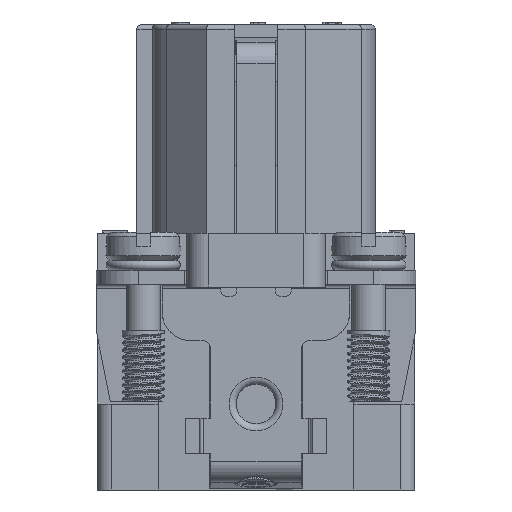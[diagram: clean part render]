
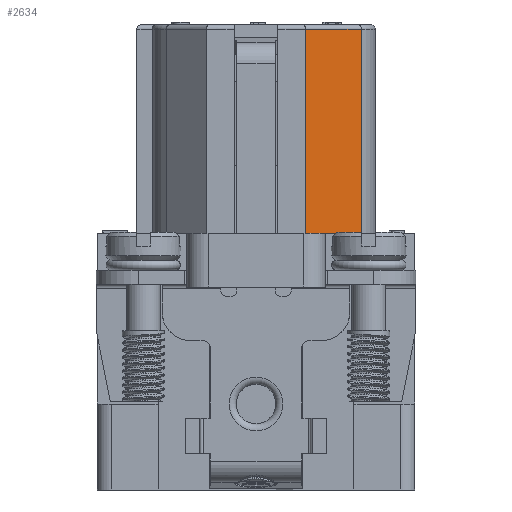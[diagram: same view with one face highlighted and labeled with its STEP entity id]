
A CAD part, left-side view. The second image highlights one B-rep face of the part: STEP entity #2634.
In plain terms, the highlighted planar face has unit normal (-0.696, -0.718, 0).
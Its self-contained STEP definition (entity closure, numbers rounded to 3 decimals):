
#1151=FACE_OUTER_BOUND('',#5243,.T.);
#2634=ADVANCED_FACE('',(#1151),#3475,.F.);
#3475=PLANE('',#22614);
#5243=EDGE_LOOP('',(#14098,#14099,#14100,#14101));
#6871=LINE('',#34639,#8942);
#7241=LINE('',#37235,#9340);
#7284=LINE('',#37478,#9388);
#7285=LINE('',#37479,#9389);
#8942=VECTOR('',#26377,1.);
#9340=VECTOR('',#27057,1.);
#9388=VECTOR('',#27203,1.);
#9389=VECTOR('',#27204,1.);
#14098=ORIENTED_EDGE('',*,*,#20124,.T.);
#14099=ORIENTED_EDGE('',*,*,#19611,.F.);
#14100=ORIENTED_EDGE('',*,*,#20125,.T.);
#14101=ORIENTED_EDGE('',*,*,#20057,.T.);
#17080=VERTEX_POINT('',#34640);
#17081=VERTEX_POINT('',#34641);
#17386=VERTEX_POINT('',#37232);
#17387=VERTEX_POINT('',#37236);
#19611=EDGE_CURVE('',#17080,#17081,#6871,.T.);
#20057=EDGE_CURVE('',#17387,#17386,#7241,.T.);
#20124=EDGE_CURVE('',#17386,#17081,#7284,.T.);
#20125=EDGE_CURVE('',#17080,#17387,#7285,.T.);
#22614=AXIS2_PLACEMENT_3D('',#37480,#27205,#27206);
#26377=DIRECTION('',(-0.718,0.696,0.));
#27057=DIRECTION('',(-0.718,0.696,0.));
#27203=DIRECTION('',(0.,0.,-1.));
#27204=DIRECTION('',(0.,0.,1.));
#27205=DIRECTION('',(0.696,0.718,0.));
#27206=DIRECTION('',(-0.718,0.696,0.));
#34639=CARTESIAN_POINT('',(4.423,-26.446,-14.8));
#34640=CARTESIAN_POINT('',(-15.163,-7.463,-14.8));
#34641=CARTESIAN_POINT('',(-19.25,-3.502,-14.8));
#37232=CARTESIAN_POINT('',(-19.25,-3.502,-0.3));
#37235=CARTESIAN_POINT('',(-18.75,-3.986,-0.3));
#37236=CARTESIAN_POINT('',(-15.163,-7.463,-0.3));
#37478=CARTESIAN_POINT('',(-19.25,-3.502,0.));
#37479=CARTESIAN_POINT('',(-15.163,-7.463,0.));
#37480=CARTESIAN_POINT('',(-14.014,-8.577,0.));
